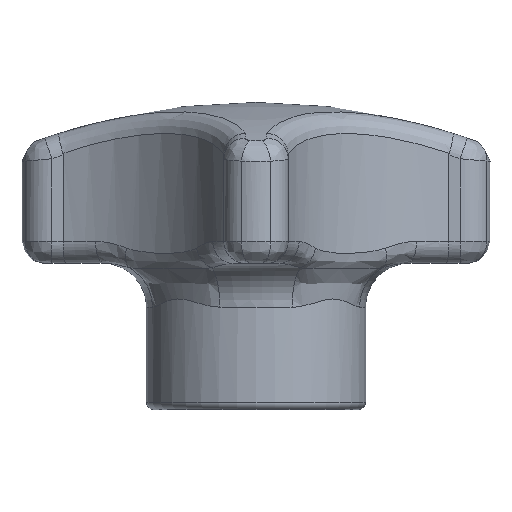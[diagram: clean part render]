
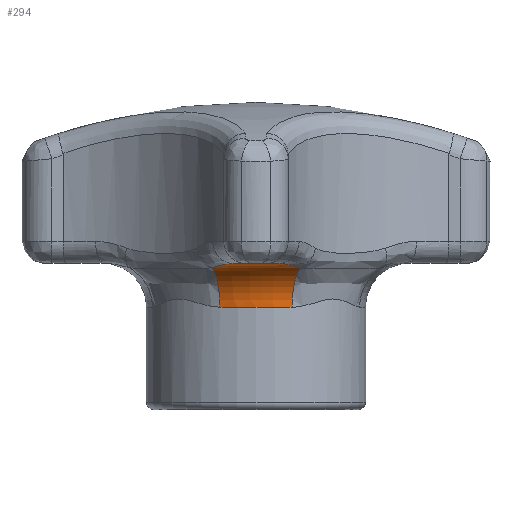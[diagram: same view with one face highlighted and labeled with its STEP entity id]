
A CAD part, left-side view. The second image highlights one B-rep face of the part: STEP entity #294.
In plain terms, the highlighted toroidal (fillet/blend) face has major radius 10.5 mm and minor radius 3 mm.
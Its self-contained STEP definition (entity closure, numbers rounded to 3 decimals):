
#294 = ADVANCED_FACE( '', ( #613 ), #614, .F. );
#613 = FACE_OUTER_BOUND( '', #4574, .T. );
#614 = TOROIDAL_SURFACE( '', #4575, 10.5, 3. );
#4574 = EDGE_LOOP( '', ( #6055, #6056, #6057, #6058, #6059, #6060 ) );
#4575 = AXIS2_PLACEMENT_3D( '', #6061, #6062, #6063 );
#6055 = ORIENTED_EDGE( '', *, *, #6286, .T. );
#6056 = ORIENTED_EDGE( '', *, *, #6250, .T. );
#6057 = ORIENTED_EDGE( '', *, *, #6563, .F. );
#6058 = ORIENTED_EDGE( '', *, *, #6498, .T. );
#6059 = ORIENTED_EDGE( '', *, *, #6526, .F. );
#6060 = ORIENTED_EDGE( '', *, *, #6345, .F. );
#6061 = CARTESIAN_POINT( '', ( 0., 0., 7. ) );
#6062 = DIRECTION( '', ( 0., 0., 1. ) );
#6063 = DIRECTION( '', ( 1., 0., 0. ) );
#6250 = EDGE_CURVE( '', #6610, #6608, #6611, .T. );
#6286 = EDGE_CURVE( '', #6674, #6610, #6675, .F. );
#6345 = EDGE_CURVE( '', #6674, #6772, #6773, .F. );
#6498 = EDGE_CURVE( '', #6997, #6986, #6998, .T. );
#6526 = EDGE_CURVE( '', #6772, #6986, #7030, .T. );
#6563 = EDGE_CURVE( '', #6997, #6608, #7071, .T. );
#6608 = VERTEX_POINT( '', #7116 );
#6610 = VERTEX_POINT( '', #7118 );
#6611 = B_SPLINE_CURVE_WITH_KNOTS( '', 3, ( #7119, #7120, #7121, #7122, #7123, #7124, #7125, #7126, #7127, #7128, #7129, #7130 ), .UNSPECIFIED., .F., .F., ( 4, 2, 2, 1, 1, 2, 4 ), ( 0., 0.001, 0.001, 0.001, 0.002, 0.002, 0.002 ), .UNSPECIFIED. );
#6674 = VERTEX_POINT( '', #7627 );
#6675 = CIRCLE( '', #7628, 3. );
#6772 = VERTEX_POINT( '', #8202 );
#6773 = CIRCLE( '', #8203, 7.5 );
#6986 = VERTEX_POINT( '', #9420 );
#6997 = VERTEX_POINT( '', #9547 );
#6998 = B_SPLINE_CURVE_WITH_KNOTS( '', 3, ( #9548, #9549, #9550, #9551, #9552, #9553, #9554, #9555, #9556, #9557, #9558, #9559, #9560, #9561, #9562, #9563 ), .UNSPECIFIED., .F., .F., ( 4, 2, 1, 1, 2, 2, 2, 2, 4 ), ( 0., 0., 0.001, 0.001, 0.001, 0.002, 0.002, 0.002, 0.002 ), .UNSPECIFIED. );
#7030 = CIRCLE( '', #9692, 3. );
#7071 = CIRCLE( '', #9998, 10.5 );
#7116 = CARTESIAN_POINT( '', ( -10.382, -1.572, 10. ) );
#7118 = CARTESIAN_POINT( '', ( -8.667, -3.016, 9.693 ) );
#7119 = CARTESIAN_POINT( '', ( -8.667, -3.016, 9.693 ) );
#7120 = CARTESIAN_POINT( '', ( -8.799, -2.886, 9.733 ) );
#7121 = CARTESIAN_POINT( '', ( -8.933, -2.758, 9.772 ) );
#7122 = CARTESIAN_POINT( '', ( -9.206, -2.506, 9.844 ) );
#7123 = CARTESIAN_POINT( '', ( -9.344, -2.382, 9.877 ) );
#7124 = CARTESIAN_POINT( '', ( -9.557, -2.2, 9.919 ) );
#7125 = CARTESIAN_POINT( '', ( -9.7, -2.081, 9.945 ) );
#7126 = CARTESIAN_POINT( '', ( -9.92, -1.906, 9.975 ) );
#7127 = CARTESIAN_POINT( '', ( -10.071, -1.793, 9.989 ) );
#7128 = CARTESIAN_POINT( '', ( -10.225, -1.681, 9.998 ) );
#7129 = CARTESIAN_POINT( '', ( -10.303, -1.626, 10. ) );
#7130 = CARTESIAN_POINT( '', ( -10.382, -1.572, 10. ) );
#7627 = CARTESIAN_POINT( '', ( -7.083, -2.465, 7. ) );
#7628 = AXIS2_PLACEMENT_3D( '', #10126, #10127, #10128 );
#8202 = CARTESIAN_POINT( '', ( -7.083, 2.465, 7. ) );
#8203 = AXIS2_PLACEMENT_3D( '', #10218, #10219, #10220 );
#9420 = CARTESIAN_POINT( '', ( -8.667, 3.016, 9.693 ) );
#9547 = CARTESIAN_POINT( '', ( -10.382, 1.573, 10. ) );
#9548 = CARTESIAN_POINT( '', ( -10.382, 1.573, 10. ) );
#9549 = CARTESIAN_POINT( '', ( -10.303, 1.626, 10. ) );
#9550 = CARTESIAN_POINT( '', ( -10.225, 1.681, 9.998 ) );
#9551 = CARTESIAN_POINT( '', ( -10.072, 1.792, 9.989 ) );
#9552 = CARTESIAN_POINT( '', ( -9.921, 1.905, 9.975 ) );
#9553 = CARTESIAN_POINT( '', ( -9.701, 2.08, 9.945 ) );
#9554 = CARTESIAN_POINT( '', ( -9.558, 2.2, 9.919 ) );
#9555 = CARTESIAN_POINT( '', ( -9.345, 2.381, 9.877 ) );
#9556 = CARTESIAN_POINT( '', ( -9.206, 2.505, 9.844 ) );
#9557 = CARTESIAN_POINT( '', ( -9.036, 2.663, 9.799 ) );
#9558 = CARTESIAN_POINT( '', ( -9.002, 2.695, 9.79 ) );
#9559 = CARTESIAN_POINT( '', ( -8.934, 2.759, 9.771 ) );
#9560 = CARTESIAN_POINT( '', ( -8.9, 2.791, 9.762 ) );
#9561 = CARTESIAN_POINT( '', ( -8.8, 2.887, 9.733 ) );
#9562 = CARTESIAN_POINT( '', ( -8.733, 2.951, 9.713 ) );
#9563 = CARTESIAN_POINT( '', ( -8.667, 3.016, 9.693 ) );
#9692 = AXIS2_PLACEMENT_3D( '', #10454, #10455, #10456 );
#9998 = AXIS2_PLACEMENT_3D( '', #10477, #10478, #10479 );
#10126 = CARTESIAN_POINT( '', ( -9.917, -3.451, 7. ) );
#10127 = DIRECTION( '', ( -0.329, 0.944, 0. ) );
#10128 = DIRECTION( '', ( -0.944, -0.329, 0. ) );
#10218 = CARTESIAN_POINT( '', ( 0., 0., 7. ) );
#10219 = DIRECTION( '', ( 0., 0., 1. ) );
#10220 = DIRECTION( '', ( 1., 0., 0. ) );
#10454 = CARTESIAN_POINT( '', ( -9.917, 3.451, 7. ) );
#10455 = DIRECTION( '', ( -0.329, -0.944, 0. ) );
#10456 = DIRECTION( '', ( 0.944, -0.329, 0. ) );
#10477 = CARTESIAN_POINT( '', ( 0., 0., 10. ) );
#10478 = DIRECTION( '', ( 0., 0., 1. ) );
#10479 = DIRECTION( '', ( 1., 0., 0. ) );
